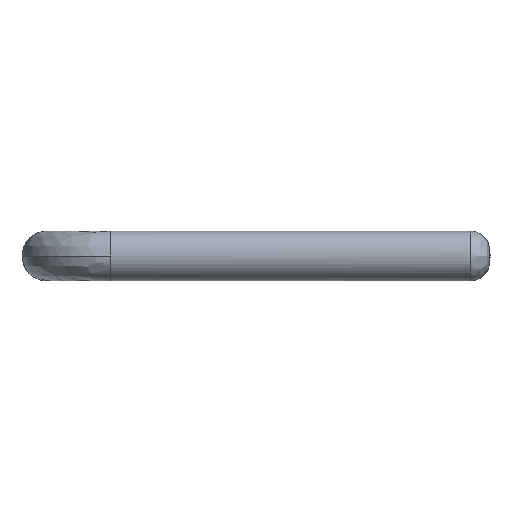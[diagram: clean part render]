
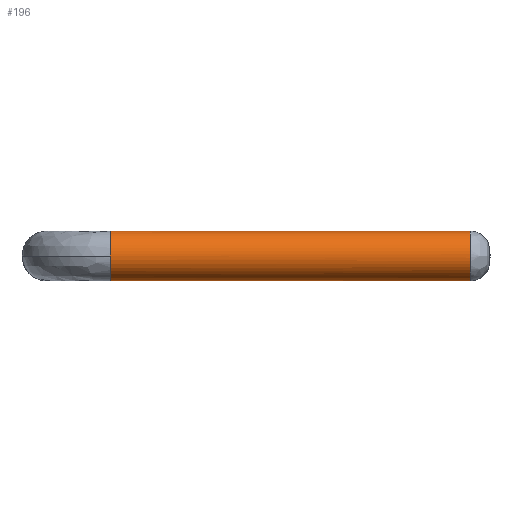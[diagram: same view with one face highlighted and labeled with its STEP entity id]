
A CAD part, left-side view. The second image highlights one B-rep face of the part: STEP entity #196.
In plain terms, the highlighted free-form (B-spline) face has degree [2, 1] with [9, 2] control points.
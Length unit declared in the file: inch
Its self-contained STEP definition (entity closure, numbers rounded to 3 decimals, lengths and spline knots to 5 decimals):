
#196=ADVANCED_FACE('',(#212),#563,.T.);
#212=FACE_OUTER_BOUND('',#228,.T.);
#228=EDGE_LOOP('',(#262,#263,#264,#265,#266));
#262=ORIENTED_EDGE('',*,*,#342,.T.);
#263=ORIENTED_EDGE('',*,*,#343,.T.);
#264=ORIENTED_EDGE('',*,*,#344,.T.);
#265=ORIENTED_EDGE('',*,*,#345,.T.);
#266=ORIENTED_EDGE('',*,*,#346,.T.);
#342=EDGE_CURVE('',#502,#503,#405,.T.);
#343=EDGE_CURVE('',#503,#504,#428,.T.);
#344=EDGE_CURVE('',#504,#505,#429,.T.);
#345=EDGE_CURVE('',#505,#506,#406,.T.);
#346=EDGE_CURVE('',#506,#502,#430,.T.);
#405=B_SPLINE_CURVE_WITH_KNOTS('',1,(#794,#795),.UNSPECIFIED.,.F.,.F.,(2,
2),(-0.285,0.),.UNSPECIFIED.);
#406=B_SPLINE_CURVE_WITH_KNOTS('',1,(#802,#803),.UNSPECIFIED.,.F.,.F.,(2,
2),(0.,0.285),.UNSPECIFIED.);
#428=(
BOUNDED_CURVE()
B_SPLINE_CURVE(2,(#796,#797,#798),.UNSPECIFIED.,.F.,.F.)
B_SPLINE_CURVE_WITH_KNOTS((3,3),(-0.03092,0.),.UNSPECIFIED.)
CURVE()
GEOMETRIC_REPRESENTATION_ITEM()
RATIONAL_B_SPLINE_CURVE((1.,0.707,1.))
REPRESENTATION_ITEM('')
);
#429=(
BOUNDED_CURVE()
B_SPLINE_CURVE(2,(#799,#800,#801),.UNSPECIFIED.,.F.,.F.)
B_SPLINE_CURVE_WITH_KNOTS((3,3),(-0.03092,0.),.UNSPECIFIED.)
CURVE()
GEOMETRIC_REPRESENTATION_ITEM()
RATIONAL_B_SPLINE_CURVE((1.,0.707,1.))
REPRESENTATION_ITEM('')
);
#430=(
BOUNDED_CURVE()
B_SPLINE_CURVE(2,(#804,#805,#806,#807,#808),.UNSPECIFIED.,.F.,.F.)
B_SPLINE_CURVE_WITH_KNOTS((3,2,3),(0.,0.03092,0.06184),
 .UNSPECIFIED.)
CURVE()
GEOMETRIC_REPRESENTATION_ITEM()
RATIONAL_B_SPLINE_CURVE((1.,0.707,1.,0.707,1.))
REPRESENTATION_ITEM('')
);
#502=VERTEX_POINT('',#789);
#503=VERTEX_POINT('',#790);
#504=VERTEX_POINT('',#791);
#505=VERTEX_POINT('',#792);
#506=VERTEX_POINT('',#793);
#563=(
BOUNDED_SURFACE()
B_SPLINE_SURFACE(2,1,((#771,#772),(#773,#774),(#775,#776),(#777,#778),(#779,
#780),(#781,#782),(#783,#784),(#785,#786),(#787,#788)),.UNSPECIFIED.,.T.,
 .F.,.F.)
B_SPLINE_SURFACE_WITH_KNOTS((3,2,2,2,3),(2,2),(0.,0.03092,0.06184,
0.09276,0.12368),(0.,0.34272),.UNSPECIFIED.)
GEOMETRIC_REPRESENTATION_ITEM()
RATIONAL_B_SPLINE_SURFACE(((1.,1.),(0.707,0.707),
(1.,1.),(0.707,0.707),(1.,1.),(0.707,
0.707),(1.,1.),(0.707,0.707),(1.,1.)))
REPRESENTATION_ITEM('')
SURFACE()
);
#771=CARTESIAN_POINT('',(-0.08127,0.04362,0.));
#772=CARTESIAN_POINT('',(-0.08127,-0.2991,0.));
#773=CARTESIAN_POINT('',(-0.08127,0.04362,0.01969));
#774=CARTESIAN_POINT('',(-0.08127,-0.2991,0.01969));
#775=CARTESIAN_POINT('',(-0.10095,0.04362,0.01969));
#776=CARTESIAN_POINT('',(-0.10095,-0.2991,0.01969));
#777=CARTESIAN_POINT('',(-0.12064,0.04362,0.01969));
#778=CARTESIAN_POINT('',(-0.12064,-0.2991,0.01969));
#779=CARTESIAN_POINT('',(-0.12064,0.04362,0.));
#780=CARTESIAN_POINT('',(-0.12064,-0.2991,0.));
#781=CARTESIAN_POINT('',(-0.12064,0.04362,-0.01969));
#782=CARTESIAN_POINT('',(-0.12064,-0.2991,-0.01969));
#783=CARTESIAN_POINT('',(-0.10095,0.04362,-0.01969));
#784=CARTESIAN_POINT('',(-0.10095,-0.2991,-0.01969));
#785=CARTESIAN_POINT('',(-0.08127,0.04362,-0.01969));
#786=CARTESIAN_POINT('',(-0.08127,-0.2991,-0.01969));
#787=CARTESIAN_POINT('',(-0.08127,0.04362,0.));
#788=CARTESIAN_POINT('',(-0.08127,-0.2991,0.));
#789=CARTESIAN_POINT('',(-0.10095,-0.27024,0.01969));
#790=CARTESIAN_POINT('',(-0.10095,0.01476,0.01969));
#791=CARTESIAN_POINT('',(-0.12064,0.01476,0.));
#792=CARTESIAN_POINT('',(-0.10095,0.01476,-0.01969));
#793=CARTESIAN_POINT('',(-0.10095,-0.27024,-0.01969));
#794=CARTESIAN_POINT('',(-0.10095,-0.27024,0.01969));
#795=CARTESIAN_POINT('',(-0.10095,0.01476,0.01969));
#796=CARTESIAN_POINT('',(-0.10095,0.01476,0.01969));
#797=CARTESIAN_POINT('',(-0.12064,0.01476,0.01969));
#798=CARTESIAN_POINT('',(-0.12064,0.01476,0.));
#799=CARTESIAN_POINT('',(-0.12064,0.01476,0.));
#800=CARTESIAN_POINT('',(-0.12064,0.01476,-0.01969));
#801=CARTESIAN_POINT('',(-0.10095,0.01476,-0.01969));
#802=CARTESIAN_POINT('',(-0.10095,0.01476,-0.01969));
#803=CARTESIAN_POINT('',(-0.10095,-0.27024,-0.01969));
#804=CARTESIAN_POINT('',(-0.10095,-0.27024,-0.01969));
#805=CARTESIAN_POINT('',(-0.12064,-0.27024,-0.01969));
#806=CARTESIAN_POINT('',(-0.12064,-0.27024,0.));
#807=CARTESIAN_POINT('',(-0.12064,-0.27024,0.01969));
#808=CARTESIAN_POINT('',(-0.10095,-0.27024,0.01969));
